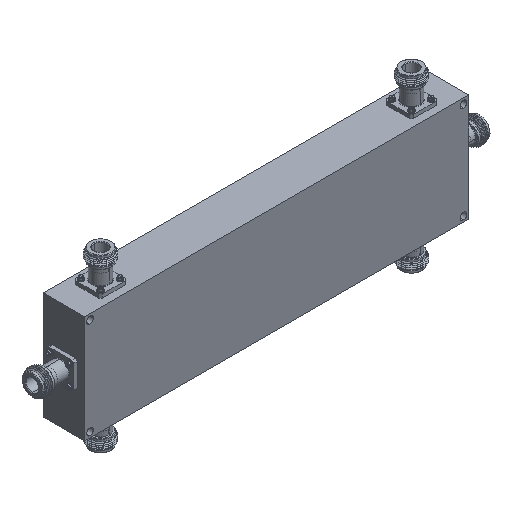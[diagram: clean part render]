
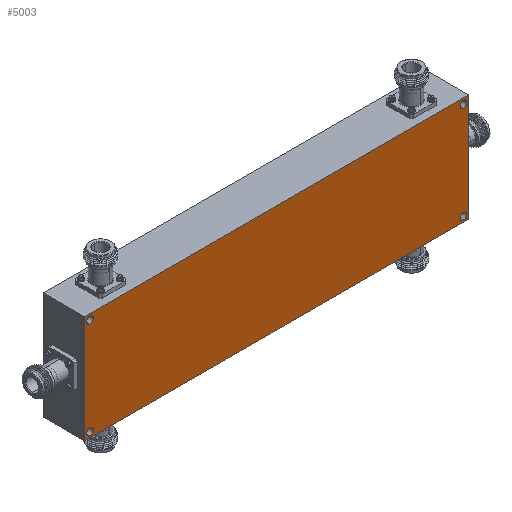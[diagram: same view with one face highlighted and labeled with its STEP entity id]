
A CAD part, isometric view. The second image highlights one B-rep face of the part: STEP entity #5003.
In plain terms, the highlighted planar face has unit normal (0, -1, 0).
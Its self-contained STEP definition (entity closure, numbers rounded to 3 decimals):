
#67 = DIRECTION ( 'NONE',  ( 0., 0., 1. ) ) ;
#112 = AXIS2_PLACEMENT_3D ( 'NONE', #1760, #1879, #4141 ) ;
#129 = DIRECTION ( 'NONE',  ( 0., 1., 0. ) ) ;
#134 = CARTESIAN_POINT ( 'NONE',  ( -121.5, -13.5, 31.5 ) ) ;
#176 = CARTESIAN_POINT ( 'NONE',  ( 121.5, -13.5, -29.3 ) ) ;
#186 = AXIS2_PLACEMENT_3D ( 'NONE', #2011, #4794, #1982 ) ;
#216 = CARTESIAN_POINT ( 'NONE',  ( -121.5, -13.5, -31.5 ) ) ;
#229 = VERTEX_POINT ( 'NONE', #5494 ) ;
#259 = VERTEX_POINT ( 'NONE', #4530 ) ;
#275 = DIRECTION ( 'NONE',  ( 0., 1., 0. ) ) ;
#338 = CARTESIAN_POINT ( 'NONE',  ( 125., -13.5, -35. ) ) ;
#356 = ORIENTED_EDGE ( 'NONE', *, *, #1039, .T. ) ;
#538 = EDGE_LOOP ( 'NONE', ( #4200, #356 ) ) ;
#578 = CARTESIAN_POINT ( 'NONE',  ( -121.5, -13.5, -31.5 ) ) ;
#625 = EDGE_LOOP ( 'NONE', ( #3878, #4778 ) ) ;
#668 = EDGE_CURVE ( 'NONE', #1110, #3288, #1148, .T. ) ;
#929 = VERTEX_POINT ( 'NONE', #4570 ) ;
#1039 = EDGE_CURVE ( 'NONE', #3288, #1110, #1445, .T. ) ;
#1065 = CARTESIAN_POINT ( 'NONE',  ( -121.5, -13.5, -29.3 ) ) ;
#1068 = AXIS2_PLACEMENT_3D ( 'NONE', #3381, #129, #4696 ) ;
#1110 = VERTEX_POINT ( 'NONE', #1065 ) ;
#1144 = CARTESIAN_POINT ( 'NONE',  ( -125., -13.5, -35. ) ) ;
#1148 = CIRCLE ( 'NONE', #5601, 2.2 ) ;
#1233 = LINE ( 'NONE', #1144, #5921 ) ;
#1247 = CARTESIAN_POINT ( 'NONE',  ( -121.5, -13.5, 31.5 ) ) ;
#1275 = VERTEX_POINT ( 'NONE', #5338 ) ;
#1434 = DIRECTION ( 'NONE',  ( 0., 0., 1. ) ) ;
#1443 = CIRCLE ( 'NONE', #186, 2.2 ) ;
#1445 = CIRCLE ( 'NONE', #3782, 2.2 ) ;
#1480 = CARTESIAN_POINT ( 'NONE',  ( -125., -13.5, 35. ) ) ;
#1525 = DIRECTION ( 'NONE',  ( 0., 1., 0. ) ) ;
#1527 = DIRECTION ( 'NONE',  ( 0., 1., 0. ) ) ;
#1589 = CARTESIAN_POINT ( 'NONE',  ( 0., -13.5, 0. ) ) ;
#1666 = EDGE_CURVE ( 'NONE', #5168, #4016, #2409, .T. ) ;
#1743 = CIRCLE ( 'NONE', #5546, 2.2 ) ;
#1760 = CARTESIAN_POINT ( 'NONE',  ( 121.5, -13.5, 31.5 ) ) ;
#1879 = DIRECTION ( 'NONE',  ( 0., 1., 0. ) ) ;
#1902 = LINE ( 'NONE', #4341, #2150 ) ;
#1941 = EDGE_CURVE ( 'NONE', #4136, #2112, #2118, .T. ) ;
#1982 = DIRECTION ( 'NONE',  ( 0., 0., 1. ) ) ;
#2011 = CARTESIAN_POINT ( 'NONE',  ( 121.5, -13.5, 31.5 ) ) ;
#2049 = EDGE_LOOP ( 'NONE', ( #5407, #4441 ) ) ;
#2050 = CARTESIAN_POINT ( 'NONE',  ( 125., -13.5, -35. ) ) ;
#2112 = VERTEX_POINT ( 'NONE', #2050 ) ;
#2118 = LINE ( 'NONE', #338, #2969 ) ;
#2149 = CARTESIAN_POINT ( 'NONE',  ( 125., -13.5, 35. ) ) ;
#2150 = VECTOR ( 'NONE', #3856, 1000. ) ;
#2282 = VECTOR ( 'NONE', #67, 1000. ) ;
#2373 = VERTEX_POINT ( 'NONE', #3660 ) ;
#2409 = LINE ( 'NONE', #3323, #2282 ) ;
#2438 = DIRECTION ( 'NONE',  ( 0., 1., 0. ) ) ;
#2453 = ORIENTED_EDGE ( 'NONE', *, *, #5960, .F. ) ;
#2553 = EDGE_CURVE ( 'NONE', #5917, #929, #3686, .T. ) ;
#2581 = EDGE_CURVE ( 'NONE', #229, #259, #1443, .T. ) ;
#2791 = ORIENTED_EDGE ( 'NONE', *, *, #3270, .T. ) ;
#2822 = ORIENTED_EDGE ( 'NONE', *, *, #1666, .F. ) ;
#2934 = CIRCLE ( 'NONE', #4482, 2.2 ) ;
#2969 = VECTOR ( 'NONE', #4564, 1000. ) ;
#3145 = DIRECTION ( 'NONE',  ( 0., 0., 1. ) ) ;
#3270 = EDGE_CURVE ( 'NONE', #929, #5917, #1743, .T. ) ;
#3273 = EDGE_CURVE ( 'NONE', #2112, #5168, #1233, .T. ) ;
#3288 = VERTEX_POINT ( 'NONE', #5874 ) ;
#3315 = CIRCLE ( 'NONE', #112, 2.2 ) ;
#3323 = CARTESIAN_POINT ( 'NONE',  ( -125., -13.5, -35. ) ) ;
#3325 = PLANE ( 'NONE',  #5159 ) ;
#3377 = DIRECTION ( 'NONE',  ( 0., 0., 1. ) ) ;
#3381 = CARTESIAN_POINT ( 'NONE',  ( 121.5, -13.5, -31.5 ) ) ;
#3438 = FACE_BOUND ( 'NONE', #625, .T. ) ;
#3449 = DIRECTION ( 'NONE',  ( 0., 1., 0. ) ) ;
#3563 = CARTESIAN_POINT ( 'NONE',  ( -125., -13.5, -35. ) ) ;
#3660 = CARTESIAN_POINT ( 'NONE',  ( -121.5, -13.5, 29.3 ) ) ;
#3670 = EDGE_CURVE ( 'NONE', #1275, #2373, #4392, .T. ) ;
#3686 = CIRCLE ( 'NONE', #1068, 2.2 ) ;
#3782 = AXIS2_PLACEMENT_3D ( 'NONE', #578, #4318, #5612 ) ;
#3839 = FACE_BOUND ( 'NONE', #538, .T. ) ;
#3856 = DIRECTION ( 'NONE',  ( 1., 0., 0. ) ) ;
#3878 = ORIENTED_EDGE ( 'NONE', *, *, #5328, .T. ) ;
#3944 = DIRECTION ( 'NONE',  ( 0., 0., 1. ) ) ;
#4016 = VERTEX_POINT ( 'NONE', #1480 ) ;
#4031 = DIRECTION ( 'NONE',  ( -1., 0., 0. ) ) ;
#4136 = VERTEX_POINT ( 'NONE', #2149 ) ;
#4141 = DIRECTION ( 'NONE',  ( 0., 0., 1. ) ) ;
#4200 = ORIENTED_EDGE ( 'NONE', *, *, #668, .T. ) ;
#4298 = DIRECTION ( 'NONE',  ( 0., 0., 1. ) ) ;
#4318 = DIRECTION ( 'NONE',  ( 0., 1., 0. ) ) ;
#4341 = CARTESIAN_POINT ( 'NONE',  ( -125., -13.5, 35. ) ) ;
#4392 = CIRCLE ( 'NONE', #5166, 2.2 ) ;
#4430 = CARTESIAN_POINT ( 'NONE',  ( 121.5, -13.5, -31.5 ) ) ;
#4441 = ORIENTED_EDGE ( 'NONE', *, *, #4868, .T. ) ;
#4482 = AXIS2_PLACEMENT_3D ( 'NONE', #134, #1527, #1434 ) ;
#4530 = CARTESIAN_POINT ( 'NONE',  ( 121.5, -13.5, 33.7 ) ) ;
#4564 = DIRECTION ( 'NONE',  ( 0., 0., -1. ) ) ;
#4570 = CARTESIAN_POINT ( 'NONE',  ( 121.5, -13.5, -33.7 ) ) ;
#4696 = DIRECTION ( 'NONE',  ( 0., 0., 1. ) ) ;
#4731 = FACE_OUTER_BOUND ( 'NONE', #5307, .T. ) ;
#4762 = FACE_BOUND ( 'NONE', #2049, .T. ) ;
#4778 = ORIENTED_EDGE ( 'NONE', *, *, #2581, .T. ) ;
#4794 = DIRECTION ( 'NONE',  ( 0., 1., 0. ) ) ;
#4829 = ORIENTED_EDGE ( 'NONE', *, *, #2553, .T. ) ;
#4863 = ORIENTED_EDGE ( 'NONE', *, *, #3273, .F. ) ;
#4868 = EDGE_CURVE ( 'NONE', #2373, #1275, #2934, .T. ) ;
#4918 = EDGE_LOOP ( 'NONE', ( #4829, #2791 ) ) ;
#5003 = ADVANCED_FACE ( 'NONE', ( #5626, #4762, #3438, #3839, #4731 ), #3325, .F. ) ;
#5159 = AXIS2_PLACEMENT_3D ( 'NONE', #1589, #1525, #4298 ) ;
#5166 = AXIS2_PLACEMENT_3D ( 'NONE', #1247, #275, #3145 ) ;
#5168 = VERTEX_POINT ( 'NONE', #3563 ) ;
#5307 = EDGE_LOOP ( 'NONE', ( #2822, #4863, #5847, #2453 ) ) ;
#5328 = EDGE_CURVE ( 'NONE', #259, #229, #3315, .T. ) ;
#5338 = CARTESIAN_POINT ( 'NONE',  ( -121.5, -13.5, 33.7 ) ) ;
#5407 = ORIENTED_EDGE ( 'NONE', *, *, #3670, .T. ) ;
#5494 = CARTESIAN_POINT ( 'NONE',  ( 121.5, -13.5, 29.3 ) ) ;
#5546 = AXIS2_PLACEMENT_3D ( 'NONE', #4430, #3449, #3944 ) ;
#5601 = AXIS2_PLACEMENT_3D ( 'NONE', #216, #2438, #3377 ) ;
#5612 = DIRECTION ( 'NONE',  ( 0., 0., 1. ) ) ;
#5626 = FACE_BOUND ( 'NONE', #4918, .T. ) ;
#5847 = ORIENTED_EDGE ( 'NONE', *, *, #1941, .F. ) ;
#5874 = CARTESIAN_POINT ( 'NONE',  ( -121.5, -13.5, -33.7 ) ) ;
#5917 = VERTEX_POINT ( 'NONE', #176 ) ;
#5921 = VECTOR ( 'NONE', #4031, 1000. ) ;
#5960 = EDGE_CURVE ( 'NONE', #4016, #4136, #1902, .T. ) ;
